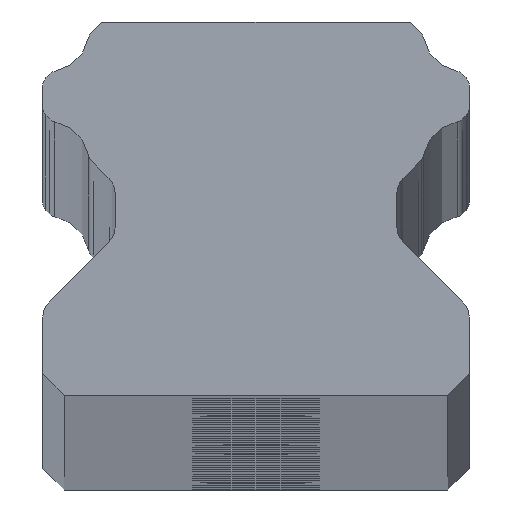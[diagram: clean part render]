
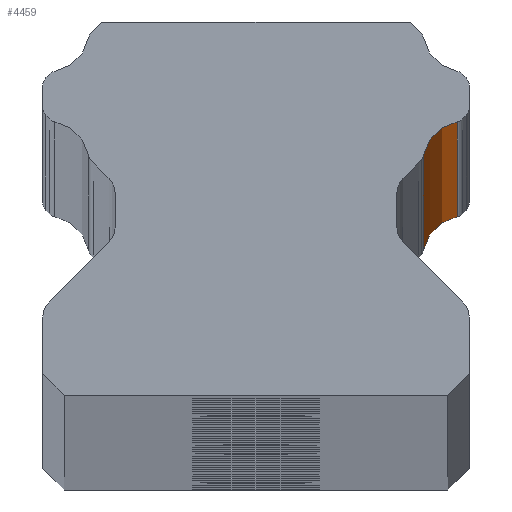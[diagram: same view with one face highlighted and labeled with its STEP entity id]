
A CAD part, top view. The second image highlights one B-rep face of the part: STEP entity #4459.
In plain terms, the highlighted cylindrical face has radius 2 mm (diameter 4 mm), a partial arc.
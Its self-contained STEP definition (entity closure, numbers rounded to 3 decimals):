
#19 = AXIS2_PLACEMENT_3D ( 'NONE', #5971, #5314, #1562 ) ;
#302 = ORIENTED_EDGE ( 'NONE', *, *, #4772, .F. ) ;
#710 = DIRECTION ( 'NONE',  ( 0., 0., -1. ) ) ;
#795 = VECTOR ( 'NONE', #1910, 1000. ) ;
#1371 = CARTESIAN_POINT ( 'NONE',  ( 9.811, -3.146, -1275. ) ) ;
#1562 = DIRECTION ( 'NONE',  ( -1., 0., 0. ) ) ;
#1643 = CYLINDRICAL_SURFACE ( 'NONE', #19, 2. ) ;
#1694 = EDGE_LOOP ( 'NONE', ( #6089, #3688, #302, #3707 ) ) ;
#1763 = DIRECTION ( 'NONE',  ( -1., 0., 0. ) ) ;
#1781 = CARTESIAN_POINT ( 'NONE',  ( 9.432, -1.182, -1275. ) ) ;
#1826 = EDGE_CURVE ( 'NONE', #3597, #5116, #6684, .T. ) ;
#1910 = DIRECTION ( 'NONE',  ( 0., 0., -1. ) ) ;
#2232 = CARTESIAN_POINT ( 'NONE',  ( 7.847, -2.767, 1275. ) ) ;
#2382 = CARTESIAN_POINT ( 'NONE',  ( 9.811, -3.146, 1275. ) ) ;
#2555 = AXIS2_PLACEMENT_3D ( 'NONE', #2382, #6745, #1763 ) ;
#2729 = FACE_OUTER_BOUND ( 'NONE', #1694, .T. ) ;
#3597 = VERTEX_POINT ( 'NONE', #7745 ) ;
#3688 = ORIENTED_EDGE ( 'NONE', *, *, #1826, .F. ) ;
#3707 = ORIENTED_EDGE ( 'NONE', *, *, #3806, .T. ) ;
#3714 = CARTESIAN_POINT ( 'NONE',  ( 9.432, -1.182, 1275. ) ) ;
#3806 = EDGE_CURVE ( 'NONE', #7829, #5849, #6754, .T. ) ;
#3929 = AXIS2_PLACEMENT_3D ( 'NONE', #1371, #710, #5112 ) ;
#4050 = DIRECTION ( 'NONE',  ( 0., 0., -1. ) ) ;
#4459 = ADVANCED_FACE ( 'NONE', ( #2729 ), #1643, .F. ) ;
#4770 = CARTESIAN_POINT ( 'NONE',  ( 7.847, -2.767, 1275. ) ) ;
#4772 = EDGE_CURVE ( 'NONE', #7829, #3597, #6050, .T. ) ;
#5091 = VECTOR ( 'NONE', #4050, 1000. ) ;
#5112 = DIRECTION ( 'NONE',  ( -1., 0., 0. ) ) ;
#5116 = VERTEX_POINT ( 'NONE', #1781 ) ;
#5314 = DIRECTION ( 'NONE',  ( 0., 0., -1. ) ) ;
#5694 = CARTESIAN_POINT ( 'NONE',  ( 7.847, -2.767, -1275. ) ) ;
#5849 = VERTEX_POINT ( 'NONE', #5694 ) ;
#5971 = CARTESIAN_POINT ( 'NONE',  ( 9.811, -3.146, 1275. ) ) ;
#6050 = CIRCLE ( 'NONE', #2555, 2. ) ;
#6089 = ORIENTED_EDGE ( 'NONE', *, *, #8005, .T. ) ;
#6684 = LINE ( 'NONE', #3714, #795 ) ;
#6745 = DIRECTION ( 'NONE',  ( 0., 0., -1. ) ) ;
#6754 = LINE ( 'NONE', #2232, #5091 ) ;
#7280 = CIRCLE ( 'NONE', #3929, 2. ) ;
#7745 = CARTESIAN_POINT ( 'NONE',  ( 9.432, -1.182, 1275. ) ) ;
#7829 = VERTEX_POINT ( 'NONE', #4770 ) ;
#8005 = EDGE_CURVE ( 'NONE', #5849, #5116, #7280, .T. ) ;
